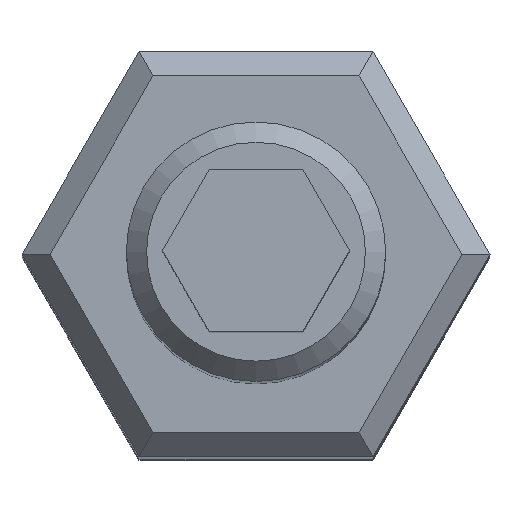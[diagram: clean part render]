
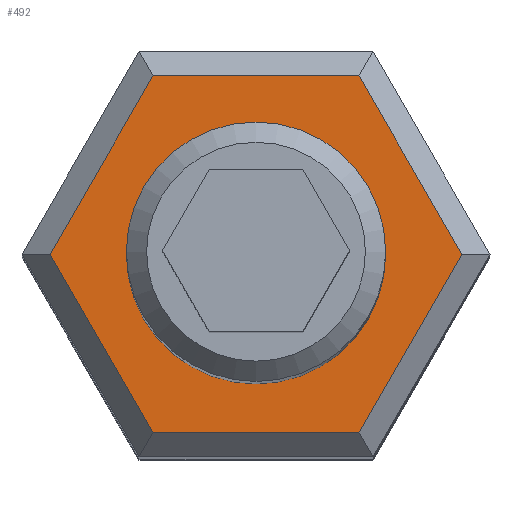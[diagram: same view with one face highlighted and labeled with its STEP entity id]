
A CAD part, top view. The second image highlights one B-rep face of the part: STEP entity #492.
In plain terms, the highlighted planar face has unit normal (0, 0, 1).
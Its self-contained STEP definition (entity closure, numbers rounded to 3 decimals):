
#492=ADVANCED_FACE('',(#735,#736),#623,.T.);
#623=PLANE('',#3432);
#735=FACE_BOUND('',#796,.T.);
#736=FACE_BOUND('',#797,.T.);
#796=EDGE_LOOP('',(#1098));
#797=EDGE_LOOP('',(#1099,#1100,#1101,#1102,#1103,#1104));
#1098=ORIENTED_EDGE('',*,*,#1924,.F.);
#1099=ORIENTED_EDGE('',*,*,#1923,.T.);
#1100=ORIENTED_EDGE('',*,*,#1914,.T.);
#1101=ORIENTED_EDGE('',*,*,#1916,.T.);
#1102=ORIENTED_EDGE('',*,*,#1918,.T.);
#1103=ORIENTED_EDGE('',*,*,#1920,.T.);
#1104=ORIENTED_EDGE('',*,*,#1922,.T.);
#1678=VERTEX_POINT('',#4829);
#1679=VERTEX_POINT('',#4831);
#1680=VERTEX_POINT('',#4835);
#1681=VERTEX_POINT('',#4839);
#1682=VERTEX_POINT('',#4843);
#1683=VERTEX_POINT('',#4847);
#1684=VERTEX_POINT('',#4853);
#1914=EDGE_CURVE('',#1678,#1679,#2606,.T.);
#1916=EDGE_CURVE('',#1679,#1680,#2608,.T.);
#1918=EDGE_CURVE('',#1680,#1681,#2610,.T.);
#1920=EDGE_CURVE('',#1681,#1682,#2612,.T.);
#1922=EDGE_CURVE('',#1682,#1683,#2614,.T.);
#1923=EDGE_CURVE('',#1683,#1678,#2615,.T.);
#1924=EDGE_CURVE('',#1684,#1684,#2154,.T.);
#2154=CIRCLE('',#3431,1.6);
#2606=LINE('',#4832,#2966);
#2608=LINE('',#4836,#2968);
#2610=LINE('',#4840,#2970);
#2612=LINE('',#4844,#2972);
#2614=LINE('',#4848,#2974);
#2615=LINE('',#4850,#2975);
#2966=VECTOR('',#3810,1.);
#2968=VECTOR('',#3814,1.);
#2970=VECTOR('',#3818,1.);
#2972=VECTOR('',#3822,1.);
#2974=VECTOR('',#3826,1.);
#2975=VECTOR('',#3829,1.);
#3431=AXIS2_PLACEMENT_3D('',#4852,#3832,#3833);
#3432=AXIS2_PLACEMENT_3D('',#4854,#3834,#3835);
#3810=DIRECTION('',(-0.5,0.866,0.));
#3814=DIRECTION('',(-1.,0.,0.));
#3818=DIRECTION('',(-0.5,-0.866,0.));
#3822=DIRECTION('',(0.5,-0.866,0.));
#3826=DIRECTION('',(1.,0.,0.));
#3829=DIRECTION('',(0.5,0.866,0.));
#3832=DIRECTION('',(0.,0.,1.));
#3833=DIRECTION('',(-0.866,0.5,0.));
#3834=DIRECTION('',(0.,0.,1.));
#3835=DIRECTION('',(-0.5,-0.866,0.));
#4829=CARTESIAN_POINT('',(2.54,0.,25.));
#4831=CARTESIAN_POINT('',(1.27,2.2,25.));
#4832=CARTESIAN_POINT('',(2.54,0.,25.));
#4835=CARTESIAN_POINT('',(-1.27,2.2,25.));
#4836=CARTESIAN_POINT('',(1.27,2.2,25.));
#4839=CARTESIAN_POINT('',(-2.54,0.,25.));
#4840=CARTESIAN_POINT('',(-1.27,2.2,25.));
#4843=CARTESIAN_POINT('',(-1.27,-2.2,25.));
#4844=CARTESIAN_POINT('',(-2.54,0.,25.));
#4847=CARTESIAN_POINT('',(1.27,-2.2,25.));
#4848=CARTESIAN_POINT('',(-1.27,-2.2,25.));
#4850=CARTESIAN_POINT('',(1.27,-2.2,25.));
#4852=CARTESIAN_POINT('',(0.,0.,
25.));
#4853=CARTESIAN_POINT('',(-1.386,0.8,25.));
#4854=CARTESIAN_POINT('',(-0.733,3.571,25.));
